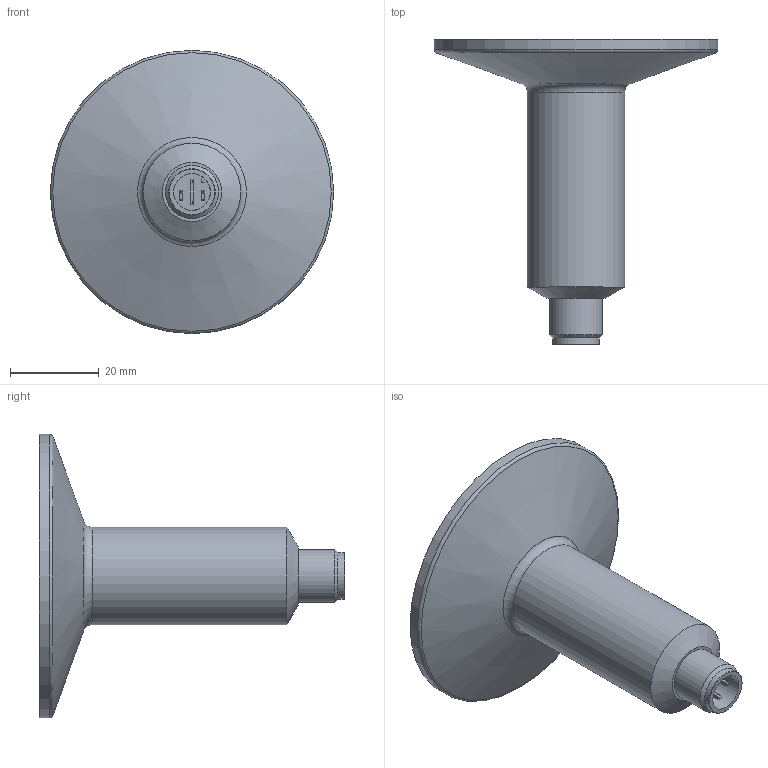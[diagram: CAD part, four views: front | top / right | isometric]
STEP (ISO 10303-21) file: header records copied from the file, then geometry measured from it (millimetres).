
FILE_DESCRIPTION( ( 'Unknown' ), '1' );
FILE_NAME( 'PBMH_xxxxxxxx1454xxx.stp', 'Unknown', ( 'Unknown' ), ( 'Unknown' ), 'PSStep 14.0', 'Unknown', ' ' );
FILE_SCHEMA( ( 'AUTOMOTIVE_DESIGN { 1 0 10303 214 1 1 1 1 }' ) );
Length unit declared in the file: millimetre
Products named in the file (1): 142551
Bounding box: 64 x 68.9 x 64 mm (x, y, z)
Volume: 39068.2 mm3; surface area: 11322.2 mm2
Topology: 1 solids, 1 shells, 98 faces, 261 edges, 171 vertices
Faces by surface type: plane 63, cylinder 24, cone 6, torus 5
Full cylindrical faces by diameter (mm): 8.3 x1, 10.5 x1, 12 x1, 22 x1, 64 x1
Entity records: 3724 total; most frequent: CARTESIAN_POINT 507, DIRECTION 506, ORIENTED_EDGE 482, EDGE_CURVE 241, LINE 174, VECTOR 174, VERTEX_POINT 167, AXIS2_PLACEMENT_3D 166
